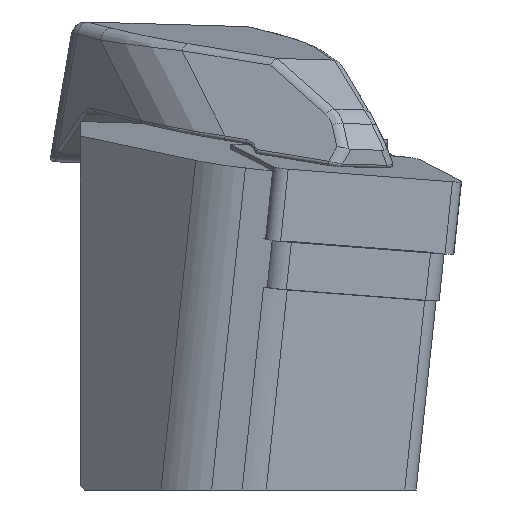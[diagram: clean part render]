
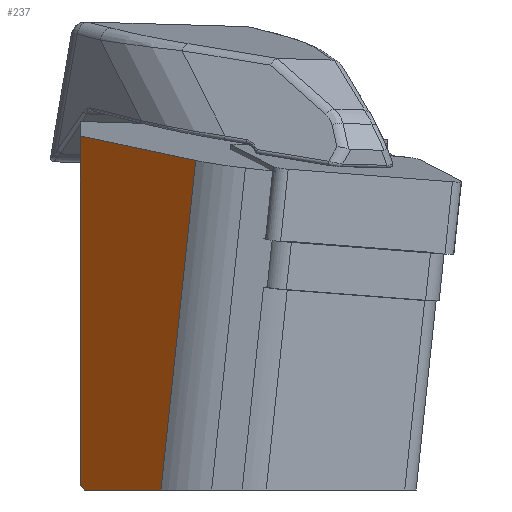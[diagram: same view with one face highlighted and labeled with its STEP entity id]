
A CAD part, left-side view. The second image highlights one B-rep face of the part: STEP entity #237.
In plain terms, the highlighted planar face has unit normal (-0.704, 0.71, 0).
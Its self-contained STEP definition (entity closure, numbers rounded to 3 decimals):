
#237=ADVANCED_FACE('',(#445),#378,.F.);
#378=PLANE('',#2495);
#445=FACE_OUTER_BOUND('',#584,.T.);
#584=EDGE_LOOP('',(#1254,#1255,#1256,#1257,#1258));
#728=LINE('',#3544,#925);
#740=LINE('',#3573,#937);
#755=LINE('',#3611,#952);
#763=LINE('',#3631,#960);
#783=LINE('',#3670,#980);
#925=VECTOR('',#2765,1.);
#937=VECTOR('',#2787,1.);
#952=VECTOR('',#2824,1.);
#960=VECTOR('',#2842,1.);
#980=VECTOR('',#2890,1.);
#1254=ORIENTED_EDGE('',*,*,#2094,.F.);
#1255=ORIENTED_EDGE('',*,*,#2115,.F.);
#1256=ORIENTED_EDGE('',*,*,#2049,.F.);
#1257=ORIENTED_EDGE('',*,*,#2064,.F.);
#1258=ORIENTED_EDGE('',*,*,#2084,.F.);
#1833=VERTEX_POINT('',#3543);
#1834=VERTEX_POINT('',#3545);
#1845=VERTEX_POINT('',#3572);
#1856=VERTEX_POINT('',#3609);
#1864=VERTEX_POINT('',#3630);
#2049=EDGE_CURVE('',#1833,#1834,#728,.T.);
#2064=EDGE_CURVE('',#1845,#1833,#740,.T.);
#2084=EDGE_CURVE('',#1856,#1845,#755,.T.);
#2094=EDGE_CURVE('',#1864,#1856,#763,.T.);
#2115=EDGE_CURVE('',#1834,#1864,#783,.T.);
#2495=AXIS2_PLACEMENT_3D('',#3672,#2893,#2894);
#2765=DIRECTION('',(-0.703,-0.696,-0.147));
#2787=DIRECTION('',(0.,0.,1.));
#2824=DIRECTION('',(0.581,0.575,0.575));
#2842=DIRECTION('',(0.71,0.704,0.));
#2890=DIRECTION('',(0.105,0.104,-0.989));
#2893=DIRECTION('',(0.704,-0.71,0.));
#2894=DIRECTION('',(0.71,0.704,0.));
#3543=CARTESIAN_POINT('',(9.661,0.,3.044));
#3544=CARTESIAN_POINT('',(2.071,-7.518,1.452));
#3545=CARTESIAN_POINT('',(2.071,-7.518,1.452));
#3572=CARTESIAN_POINT('',(9.651,0.,-19.7));
#3573=CARTESIAN_POINT('',(9.644,0.,-37.816));
#3609=CARTESIAN_POINT('',(9.348,-0.3,-20.));
#3611=CARTESIAN_POINT('',(1.301,-8.268,-27.968));
#3630=CARTESIAN_POINT('',(4.338,-5.263,-20.));
#3631=CARTESIAN_POINT('',(6.225,-3.394,-20.));
#3670=CARTESIAN_POINT('',(6.221,-3.391,-37.815));
#3672=CARTESIAN_POINT('',(6.221,-3.391,-37.815));
